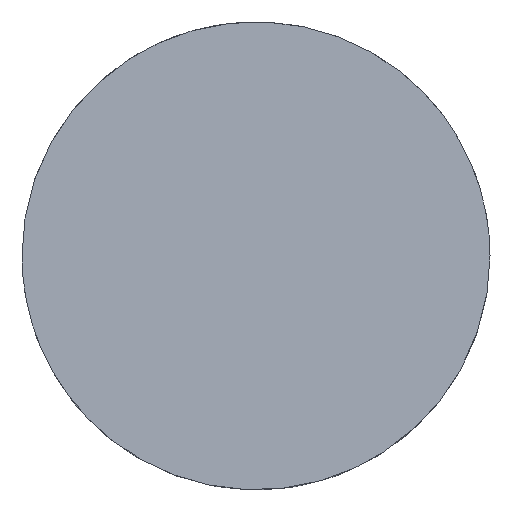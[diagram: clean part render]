
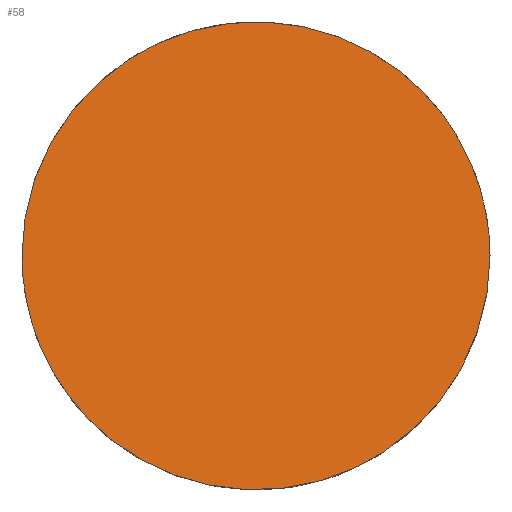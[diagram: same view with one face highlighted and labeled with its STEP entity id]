
A CAD part, top view. The second image highlights one B-rep face of the part: STEP entity #58.
In plain terms, the highlighted planar face has unit normal (0.212, 0, 0.977).
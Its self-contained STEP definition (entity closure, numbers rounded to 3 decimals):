
#14 = DIRECTION ( 'NONE',  ( -0.212, 0., -0.977 ) ) ;
#16 = FACE_OUTER_BOUND ( 'NONE', #145, .T. ) ;
#30 = PLANE ( 'NONE',  #183 ) ;
#58 = ADVANCED_FACE ( 'NONE', ( #16 ), #30, .F. ) ;
#73 = CARTESIAN_POINT ( 'NONE',  ( -12.5, 0., 8.428 ) ) ;
#75 = CARTESIAN_POINT ( 'NONE',  ( -12.5, 25., 8.428 ) ) ;
#77 = CARTESIAN_POINT ( 'NONE',  ( -12.5, 0., 8.428 ) ) ;
#95 = CARTESIAN_POINT ( 'NONE',  ( 12.5, 0., 3. ) ) ;
#120 = CARTESIAN_POINT ( 'NONE',  ( 12.5, -25., 3. ) ) ;
#127 = VERTEX_POINT ( 'NONE', #175 ) ;
#137 = DIRECTION ( 'NONE',  ( -0.977, 0., 0.212 ) ) ;
#145 = EDGE_LOOP ( 'NONE', ( #248, #163 ) ) ;
#148 = EDGE_CURVE ( 'NONE', #173, #127, #198, .T. ) ;
#154 = CARTESIAN_POINT ( 'NONE',  ( -12.5, 0., 8.428 ) ) ;
#163 = ORIENTED_EDGE ( 'NONE', *, *, #210, .F. ) ;
#173 = VERTEX_POINT ( 'NONE', #154 ) ;
#175 = CARTESIAN_POINT ( 'NONE',  ( 12.5, 0., 3. ) ) ;
#183 = AXIS2_PLACEMENT_3D ( 'NONE', #120, #14, #137 ) ;
#197 = CARTESIAN_POINT ( 'NONE',  ( 12.5, -25., 3. ) ) ;
#198 =( BOUNDED_CURVE ( )  B_SPLINE_CURVE ( 3, ( #73, #75, #251, #95 ),
 .UNSPECIFIED., .F., .F. ) 
 B_SPLINE_CURVE_WITH_KNOTS ( ( 4, 4 ),
 ( 3.142, 6.283 ),
 .UNSPECIFIED. ) 
 CURVE ( )  GEOMETRIC_REPRESENTATION_ITEM ( )  RATIONAL_B_SPLINE_CURVE ( ( 1., 0.333, 0.333, 1. ) ) 
 REPRESENTATION_ITEM ( '' )  );
#201 = CARTESIAN_POINT ( 'NONE',  ( -12.5, -25., 8.428 ) ) ;
#210 = EDGE_CURVE ( 'NONE', #127, #173, #230, .T. ) ;
#214 = CARTESIAN_POINT ( 'NONE',  ( 12.5, 0., 3. ) ) ;
#230 =( BOUNDED_CURVE ( )  B_SPLINE_CURVE ( 3, ( #214, #197, #201, #77 ),
 .UNSPECIFIED., .F., .F. ) 
 B_SPLINE_CURVE_WITH_KNOTS ( ( 4, 4 ),
 ( 0., 3.142 ),
 .UNSPECIFIED. ) 
 CURVE ( )  GEOMETRIC_REPRESENTATION_ITEM ( )  RATIONAL_B_SPLINE_CURVE ( ( 1., 0.333, 0.333, 1. ) ) 
 REPRESENTATION_ITEM ( '' )  );
#248 = ORIENTED_EDGE ( 'NONE', *, *, #148, .F. ) ;
#251 = CARTESIAN_POINT ( 'NONE',  ( 12.5, 25., 3. ) ) ;
